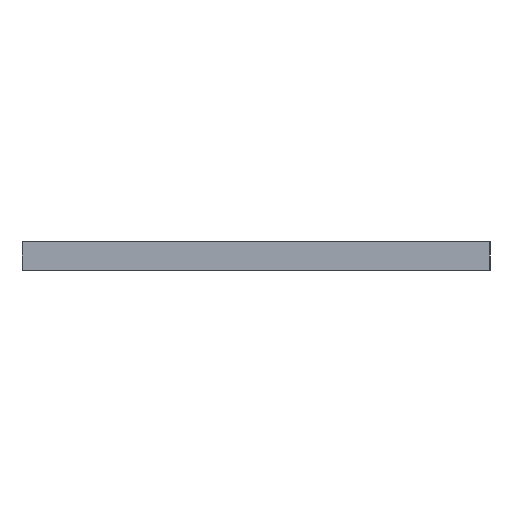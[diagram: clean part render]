
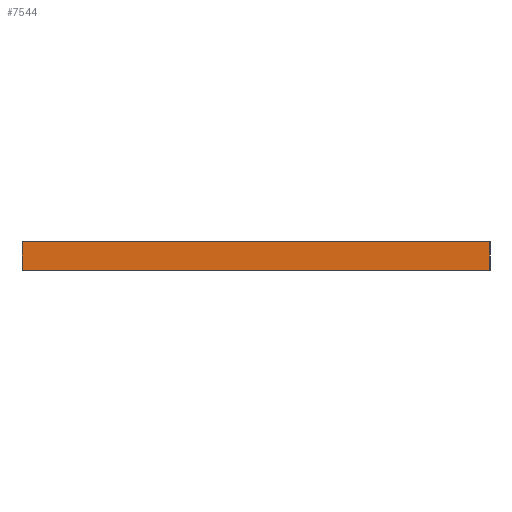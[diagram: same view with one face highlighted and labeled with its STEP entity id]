
A CAD part, left-side view. The second image highlights one B-rep face of the part: STEP entity #7544.
In plain terms, the highlighted planar face has unit normal (-1, 0, 0).
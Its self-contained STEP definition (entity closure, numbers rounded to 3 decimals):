
#498=PLANE('',#8044);
#888=FACE_OUTER_BOUND('',#1326,.T.);
#1326=EDGE_LOOP('',(#6761,#6762,#6763,#6764));
#2338=LINE('',#12015,#3262);
#2346=LINE('',#12030,#3270);
#2347=LINE('',#12032,#3271);
#2348=LINE('',#12033,#3272);
#3262=VECTOR('',#9924,10.);
#3270=VECTOR('',#9936,10.);
#3271=VECTOR('',#9939,10.);
#3272=VECTOR('',#9940,10.);
#4042=VERTEX_POINT('',#12012);
#4043=VERTEX_POINT('',#12014);
#4047=VERTEX_POINT('',#12026);
#4048=VERTEX_POINT('',#12028);
#5058=EDGE_CURVE('',#4042,#4043,#2338,.T.);
#5066=EDGE_CURVE('',#4047,#4048,#2346,.T.);
#5067=EDGE_CURVE('',#4042,#4047,#2347,.T.);
#5068=EDGE_CURVE('',#4043,#4048,#2348,.T.);
#6761=ORIENTED_EDGE('',*,*,#5067,.T.);
#6762=ORIENTED_EDGE('',*,*,#5066,.T.);
#6763=ORIENTED_EDGE('',*,*,#5068,.F.);
#6764=ORIENTED_EDGE('',*,*,#5058,.F.);
#7544=ADVANCED_FACE('',(#888),#498,.T.);
#8044=AXIS2_PLACEMENT_3D('',#12031,#9937,#9938);
#9924=DIRECTION('',(0.,0.,1.));
#9936=DIRECTION('',(0.,0.,1.));
#9937=DIRECTION('center_axis',(-1.,0.,0.));
#9938=DIRECTION('ref_axis',(0.,-1.,0.));
#9939=DIRECTION('',(0.,-1.,0.));
#9940=DIRECTION('',(0.,-1.,0.));
#12012=CARTESIAN_POINT('',(0.,132.,0.));
#12014=CARTESIAN_POINT('',(0.,132.,8.));
#12015=CARTESIAN_POINT('',(0.,132.,0.));
#12026=CARTESIAN_POINT('',(0.,0.,0.));
#12028=CARTESIAN_POINT('',(0.,0.,8.));
#12030=CARTESIAN_POINT('',(0.,0.,0.));
#12031=CARTESIAN_POINT('Origin',(0.,132.,0.));
#12032=CARTESIAN_POINT('',(0.,132.,0.));
#12033=CARTESIAN_POINT('',(0.,132.,8.));
